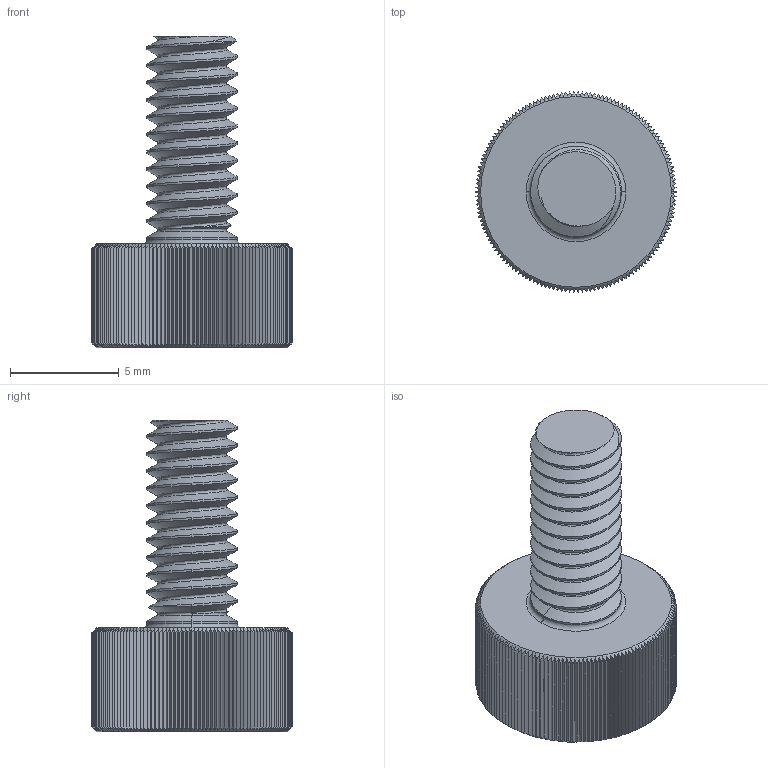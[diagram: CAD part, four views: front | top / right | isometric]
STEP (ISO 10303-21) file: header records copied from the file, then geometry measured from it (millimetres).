
FILE_DESCRIPTION (( 'STEP AP203' ), '1' );
FILE_NAME ('B005RTCL1K.3D.STEP', '2013-07-22T11:11:39', ( '' ), ( '' ), 'SwSTEP 2.0', 'SolidWorks 2012', '' );
FILE_SCHEMA (( 'CONFIG_CONTROL_DESIGN' ));
Length unit declared in the file: inch
Products named in the file (1): B005RTCL1K.3D
Bounding box: 9.2 x 9.2 x 14.29 mm (x, y, z)
Volume: 405.8 mm3; surface area: 572.5 mm2
Topology: 1 solids, 1 shells, 344 faces, 1009 edges, 668 vertices
Faces by surface type: plane 303, cylinder 24, cone 9, bspline 6, torus 2
Entity records: 14021 total; most frequent: CARTESIAN_POINT 6171, ORIENTED_EDGE 2018, DIRECTION 1047, EDGE_CURVE 1009, VERTEX_POINT 668, B_SPLINE_CURVE_WITH_KNOTS 614, AXIS2_PLACEMENT_3D 358, EDGE_LOOP 345
